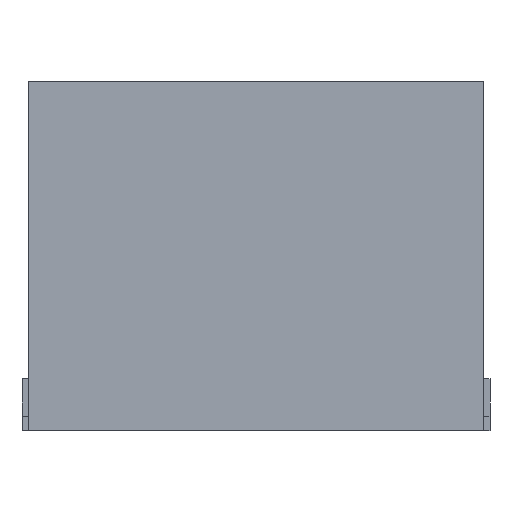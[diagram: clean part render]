
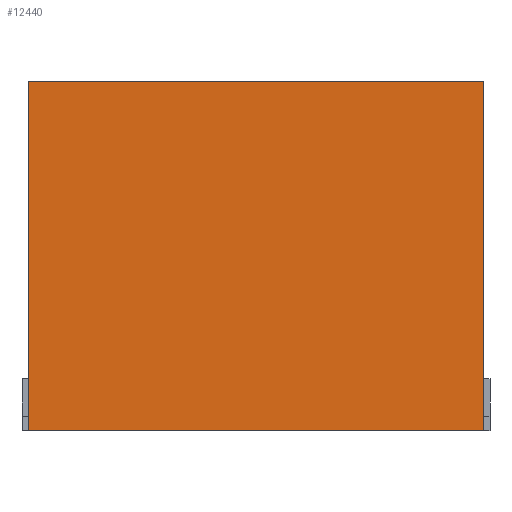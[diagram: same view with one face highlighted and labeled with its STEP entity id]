
A CAD part, front view. The second image highlights one B-rep face of the part: STEP entity #12440.
In plain terms, the highlighted free-form (B-spline) face has degree [1, 1] with [2, 2] control points.
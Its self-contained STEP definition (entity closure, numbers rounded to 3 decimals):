
#8617=CARTESIAN_POINT('',(19.7,-20.5,0.));
#8618=VERTEX_POINT('',#8617);
#8624=CARTESIAN_POINT('',(-2.2,-20.5,0.));
#8625=VERTEX_POINT('',#8624);
#8626=CARTESIAN_POINT('',(19.7,-20.5,0.));
#8627=CARTESIAN_POINT('',(-2.2,-20.5,0.));
#8628=B_SPLINE_CURVE_WITH_KNOTS('',1,(#8626,#8627),.POLYLINE_FORM.,.F.,.U.,(2,2),(0.,1.),.UNSPECIFIED.);
#8629=EDGE_CURVE('',#8618,#8625,#8628,.T.);
#12170=CARTESIAN_POINT('',(19.7,-20.5,16.8));
#12171=VERTEX_POINT('',#12170);
#12177=CARTESIAN_POINT('',(19.7,-20.5,16.8));
#12178=CARTESIAN_POINT('',(19.7,-20.5,0.));
#12179=B_SPLINE_CURVE_WITH_KNOTS('',1,(#12177,#12178),.POLYLINE_FORM.,.F.,.U.,(2,2),(0.,1.),.UNSPECIFIED.);
#12180=EDGE_CURVE('',#12171,#8618,#12179,.T.);
#12419=CARTESIAN_POINT('',(-5.051,-20.5,22.201));
#12420=CARTESIAN_POINT('',(22.551,-20.5,22.201));
#12421=CARTESIAN_POINT('',(-5.051,-20.5,-5.401));
#12422=CARTESIAN_POINT('',(22.551,-20.5,-5.401));
#12423=B_SPLINE_SURFACE_WITH_KNOTS('',1,1,((#12419,#12420),(#12421,#12422)),.PLANE_SURF.,.F.,.F.,.U.,(2,2),(2,2),(0.,1.),(0.,1.),.UNSPECIFIED.);
#12424=CARTESIAN_POINT('',(-2.2,-20.5,16.8));
#12425=VERTEX_POINT('',#12424);
#12426=CARTESIAN_POINT('',(-2.2,-20.5,16.8));
#12427=CARTESIAN_POINT('',(-2.2,-20.5,0.));
#12428=B_SPLINE_CURVE_WITH_KNOTS('',1,(#12426,#12427),.POLYLINE_FORM.,.F.,.U.,(2,2),(0.,1.),.UNSPECIFIED.);
#12429=EDGE_CURVE('',#12425,#8625,#12428,.T.);
#12430=ORIENTED_EDGE('',*,*,#12429,.T.);
#12431=ORIENTED_EDGE('',*,*,#8629,.F.);
#12432=ORIENTED_EDGE('',*,*,#12180,.F.);
#12433=CARTESIAN_POINT('',(19.7,-20.5,16.8));
#12434=CARTESIAN_POINT('',(-2.2,-20.5,16.8));
#12435=B_SPLINE_CURVE_WITH_KNOTS('',1,(#12433,#12434),.POLYLINE_FORM.,.F.,.U.,(2,2),(0.,1.),.UNSPECIFIED.);
#12436=EDGE_CURVE('',#12171,#12425,#12435,.T.);
#12437=ORIENTED_EDGE('',*,*,#12436,.T.);
#12438=EDGE_LOOP('',(#12430,#12431,#12432,#12437));
#12439=FACE_OUTER_BOUND('',#12438,.T.);
#12440=ADVANCED_FACE('',(#12439),#12423,.T.);
